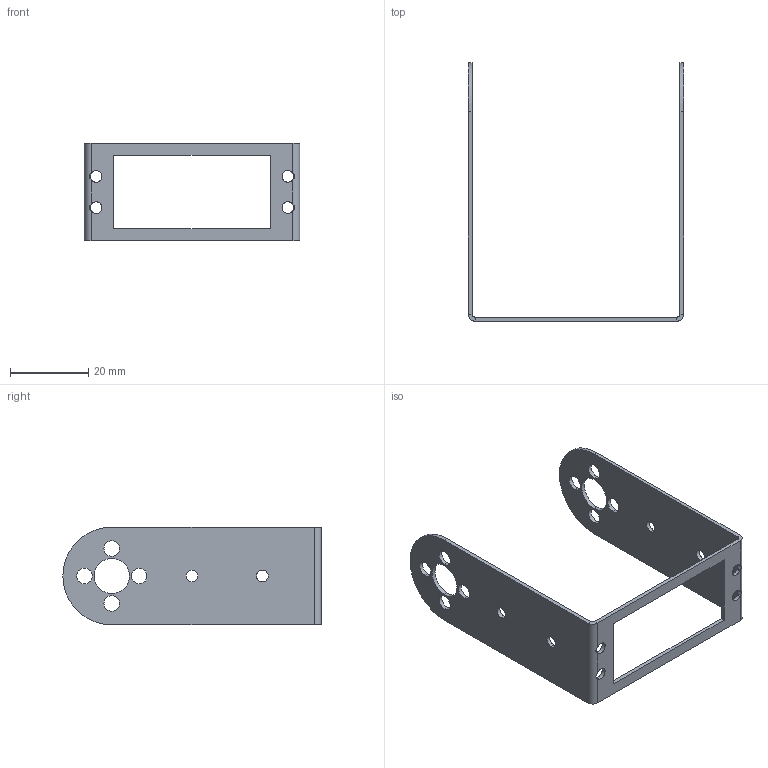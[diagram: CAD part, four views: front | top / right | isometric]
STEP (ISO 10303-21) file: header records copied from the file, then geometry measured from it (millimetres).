
FILE_DESCRIPTION (( 'STEP AP214' ), '1' );
FILE_NAME ('bending arm plate 2.STEP', '2023-08-26T08:40:38', ( '' ), ( '' ), 'SwSTEP 2.0', 'SolidWorks 2021', '' );
FILE_SCHEMA (( 'AUTOMOTIVE_DESIGN' ));
Length unit declared in the file: millimetre
Products named in the file (1): bending arm plate 2
Bounding box: 55 x 66 x 25 mm (x, y, z)
Volume: 3424.9 mm3; surface area: 7596.7 mm2
Topology: 1 solids, 1 shells, 80 faces, 226 edges, 140 vertices
Faces by surface type: cylinder 36, plane 28, bspline 16
Entity records: 3252 total; most frequent: CARTESIAN_POINT 1135, ORIENTED_EDGE 452, DIRECTION 396, EDGE_CURVE 226, VERTEX_POINT 140, AXIS2_PLACEMENT_3D 137, VECTOR 122, LINE 122
